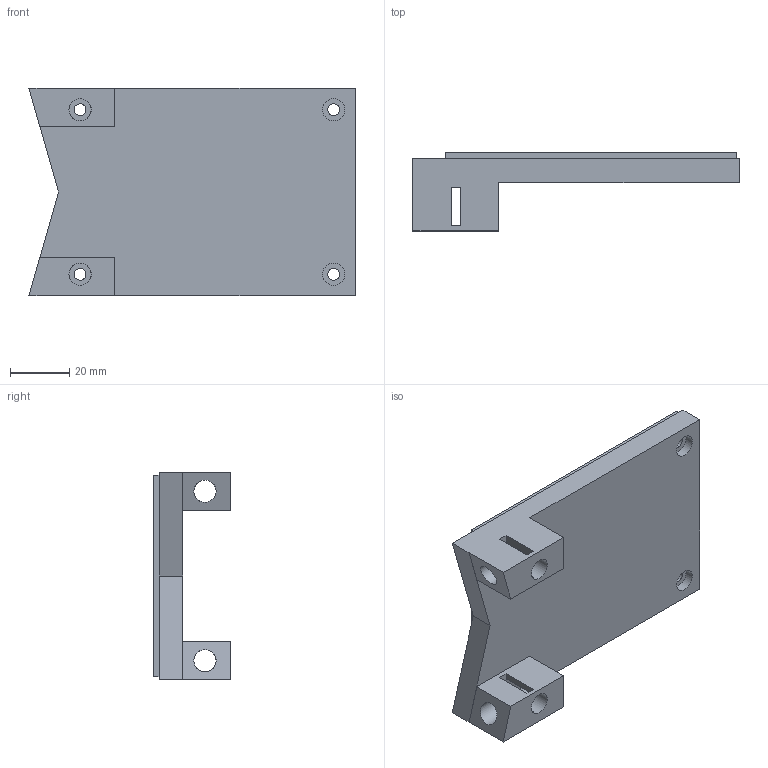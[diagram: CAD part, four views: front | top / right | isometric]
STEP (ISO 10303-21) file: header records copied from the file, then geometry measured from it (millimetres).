
FILE_DESCRIPTION(/* description */ (''),/* implementation_level */ '2;1');
FILE_NAME(/* name */ 'Bottom Enclosure Evaporimeter LITE.step',/* time_stamp */ '2019-04-23T16:28:56-07:00',/* author */ ('lopej212'),/* organization */ (''),/* preprocessor_version */ 'ST-DEVELOPER v18',/* originating_system */ 'Autodesk Translation Framework v8.2.0.1029',/* authorisation */ '');
FILE_SCHEMA (('AUTOMOTIVE_DESIGN { 1 0 10303 214 3 1 1 }'));
Length unit declared in the file: millimetre
Products named in the file (1): EvapLITE_Enclosure_Bottom
Bounding box: 110 x 26.25 x 70 mm (x, y, z)
Volume: 66276.6 mm3; surface area: 23899.3 mm2
Topology: 1 solids, 1 shells, 59 faces, 157 edges, 104 vertices
Faces by surface type: plane 43, cylinder 16
Full cylindrical faces by diameter (mm): 4 x4, 5 x4, 7.5 x8
Entity records: 2006 total; most frequent: CARTESIAN_POINT 420, DIRECTION 315, ORIENTED_EDGE 314, EDGE_CURVE 157, LINE 113, VECTOR 113, VERTEX_POINT 104, AXIS2_PLACEMENT_3D 101
